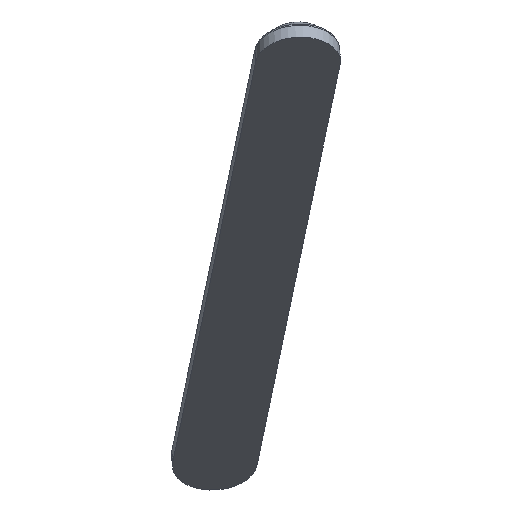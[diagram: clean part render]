
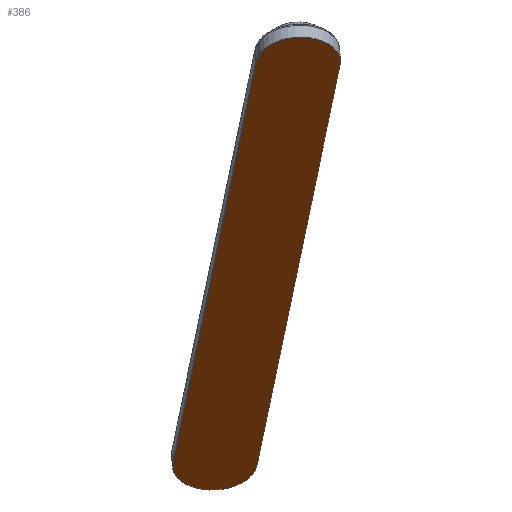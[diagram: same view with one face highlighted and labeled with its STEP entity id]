
A CAD part, left-side view. The second image highlights one B-rep face of the part: STEP entity #386.
In plain terms, the highlighted planar face has unit normal (-0.611, -0.052, -0.79).
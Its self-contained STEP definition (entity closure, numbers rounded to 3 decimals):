
#28=PLANE('',#450);
#56=FACE_OUTER_BOUND('',#82,.T.);
#82=EDGE_LOOP('',(#351,#352,#353,#354));
#94=LINE('',#617,#126);
#114=LINE('',#680,#146);
#126=VECTOR('',#500,10.);
#146=VECTOR('',#570,10.);
#156=CIRCLE('',#423,650.);
#163=CIRCLE('',#437,650.);
#178=VERTEX_POINT('',#609);
#179=VERTEX_POINT('',#611);
#180=VERTEX_POINT('',#615);
#192=VERTEX_POINT('',#649);
#217=EDGE_CURVE('',#179,#178,#156,.T.);
#220=EDGE_CURVE('',#180,#178,#94,.T.);
#236=EDGE_CURVE('',#192,#180,#163,.T.);
#250=EDGE_CURVE('',#192,#179,#114,.T.);
#351=ORIENTED_EDGE('',*,*,#250,.T.);
#352=ORIENTED_EDGE('',*,*,#217,.T.);
#353=ORIENTED_EDGE('',*,*,#220,.F.);
#354=ORIENTED_EDGE('',*,*,#236,.F.);
#386=ADVANCED_FACE('',(#56),#28,.T.);
#423=AXIS2_PLACEMENT_3D('',#612,#494,#495);
#437=AXIS2_PLACEMENT_3D('',#651,#534,#535);
#450=AXIS2_PLACEMENT_3D('',#681,#571,#572);
#494=DIRECTION('center_axis',(-0.611,-0.052,-0.79));
#495=DIRECTION('ref_axis',(-0.132,0.991,0.037));
#500=DIRECTION('',(0.78,0.127,-0.612));
#534=DIRECTION('center_axis',(0.611,0.052,0.79));
#535=DIRECTION('ref_axis',(-0.132,0.991,0.037));
#570=DIRECTION('',(0.78,0.127,-0.612));
#571=DIRECTION('center_axis',(-0.611,-0.052,-0.79));
#572=DIRECTION('ref_axis',(-0.132,0.991,0.037));
#609=CARTESIAN_POINT('',(-20251.582,9067.918,-27218.724));
#611=CARTESIAN_POINT('',(-20423.258,10355.626,-27170.406));
#612=CARTESIAN_POINT('Origin',(-20337.42,9711.772,-27194.565));
#615=CARTESIAN_POINT('',(-28054.945,7797.815,-21095.461));
#617=CARTESIAN_POINT('',(-28054.945,7797.815,-21095.461));
#649=CARTESIAN_POINT('',(-28226.622,9085.523,-21047.142));
#651=CARTESIAN_POINT('Origin',(-28140.784,8441.669,-21071.301));
#680=CARTESIAN_POINT('',(-28226.622,9085.523,-21047.142));
#681=CARTESIAN_POINT('Origin',(-28054.945,7797.815,-21095.461));
